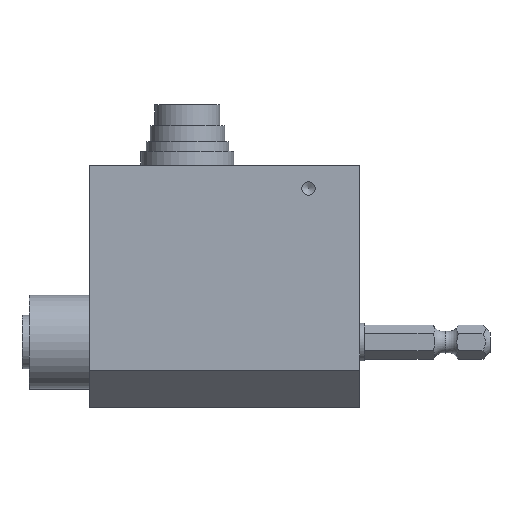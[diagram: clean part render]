
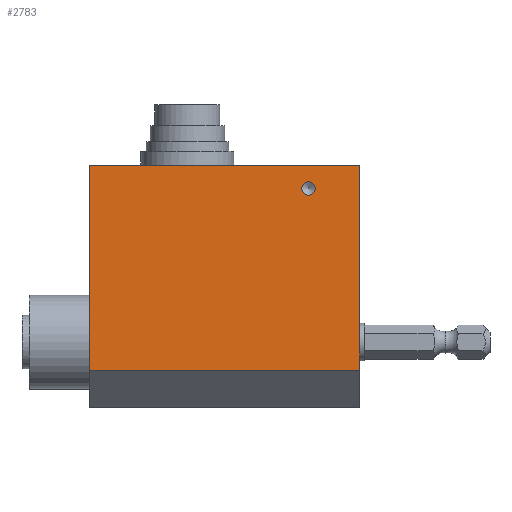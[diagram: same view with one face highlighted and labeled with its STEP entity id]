
A CAD part, front view. The second image highlights one B-rep face of the part: STEP entity #2783.
In plain terms, the highlighted planar face has unit normal (0, -1, 0).
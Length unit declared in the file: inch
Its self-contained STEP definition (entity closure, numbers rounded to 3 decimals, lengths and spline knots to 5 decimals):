
#237=CARTESIAN_POINT('',(0.98539,-0.75,0.76739));
#238=VERTEX_POINT('',#237);
#239=CARTESIAN_POINT('',(0.98539,-0.75,0.71039));
#240=DIRECTION('',(0.0,1.0,0.0));
#241=DIRECTION('',(0.0,0.0,-1.0));
#242=AXIS2_PLACEMENT_3D('',#239,#240,#241);
#243=CIRCLE('',#242,0.057);
#244=EDGE_CURVE('',#238,#238,#243,.T.);
#2691=CARTESIAN_POINT('',(-0.865,-0.75,-0.82504));
#2692=VERTEX_POINT('',#2691);
#2699=CARTESIAN_POINT('',(-0.865,-0.75,0.90724));
#2700=VERTEX_POINT('',#2699);
#2701=CARTESIAN_POINT('',(-0.865,-0.75,-0.82504));
#2702=DIRECTION('',(0.0,0.0,1.0));
#2703=VECTOR('',#2702,1.73228);
#2704=LINE('',#2701,#2703);
#2705=EDGE_CURVE('',#2692,#2700,#2704,.T.);
#2733=CARTESIAN_POINT('',(1.41846,-0.75,-0.82504));
#2734=VERTEX_POINT('',#2733);
#2741=CARTESIAN_POINT('',(1.41846,-0.75,-0.82504));
#2742=DIRECTION('',(-1.0,0.0,0.0));
#2743=VECTOR('',#2742,2.28346);
#2744=LINE('',#2741,#2743);
#2745=EDGE_CURVE('',#2734,#2692,#2744,.T.);
#2757=CARTESIAN_POINT('',(-0.865,-0.75,-1.14));
#2758=DIRECTION('',(0.0,-1.0,0.0));
#2759=DIRECTION('',(0.0,0.0,-1.0));
#2760=AXIS2_PLACEMENT_3D('',#2757,#2758,#2759);
#2761=PLANE('',#2760);
#2762=ORIENTED_EDGE('',*,*,#2745,.F.);
#2763=CARTESIAN_POINT('',(1.41846,-0.75,0.90724));
#2764=VERTEX_POINT('',#2763);
#2765=CARTESIAN_POINT('',(1.41846,-0.75,-0.82504));
#2766=DIRECTION('',(0.0,0.0,1.0));
#2767=VECTOR('',#2766,1.73228);
#2768=LINE('',#2765,#2767);
#2769=EDGE_CURVE('',#2734,#2764,#2768,.T.);
#2770=ORIENTED_EDGE('',*,*,#2769,.T.);
#2771=CARTESIAN_POINT('',(-0.865,-0.75,0.90724));
#2772=DIRECTION('',(1.0,0.0,0.0));
#2773=VECTOR('',#2772,2.28346);
#2774=LINE('',#2771,#2773);
#2775=EDGE_CURVE('',#2700,#2764,#2774,.T.);
#2776=ORIENTED_EDGE('',*,*,#2775,.F.);
#2777=ORIENTED_EDGE('',*,*,#2705,.F.);
#2778=EDGE_LOOP('',(#2762,#2770,#2776,#2777));
#2779=FACE_OUTER_BOUND('',#2778,.T.);
#2780=ORIENTED_EDGE('',*,*,#244,.T.);
#2781=EDGE_LOOP('',(#2780));
#2782=FACE_BOUND('',#2781,.T.);
#2783=ADVANCED_FACE('',(#2779,#2782),#2761,.T.);
